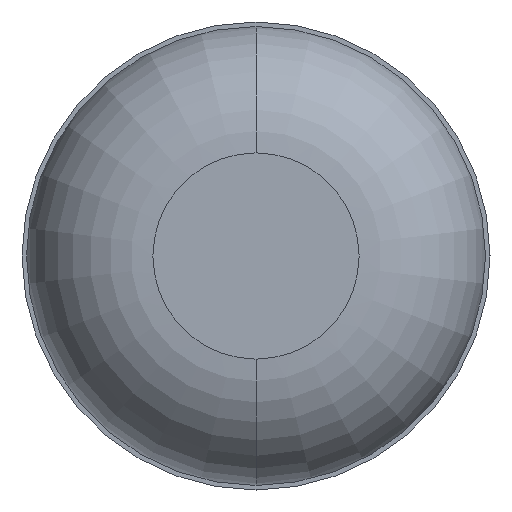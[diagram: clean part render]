
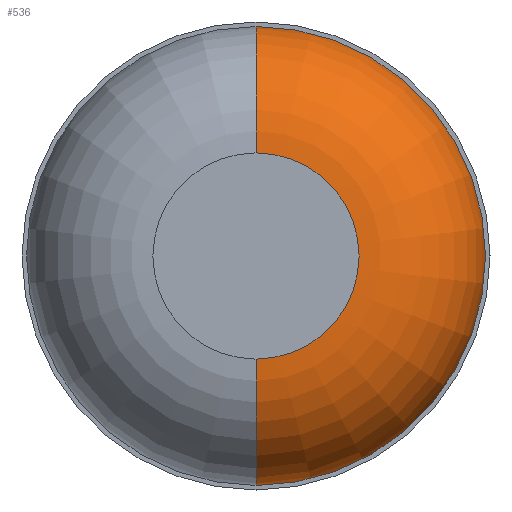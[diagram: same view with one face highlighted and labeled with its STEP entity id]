
A CAD part, front view. The second image highlights one B-rep face of the part: STEP entity #536.
In plain terms, the highlighted toroidal (fillet/blend) face has major radius 0.155 mm and minor radius 0.19 mm.
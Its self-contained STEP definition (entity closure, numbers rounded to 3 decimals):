
#158 = VERTEX_POINT ( 'NONE', #2579 ) ;
#449 = ORIENTED_EDGE ( 'NONE', *, *, #2560, .F. ) ;
#494 = CIRCLE ( 'NONE', #546, 0.155 ) ;
#536 = ADVANCED_FACE ( 'Defeature ausgef�hrt1_3', ( #3295 ), #3547, .T. ) ;
#546 = AXIS2_PLACEMENT_3D ( 'NONE', #1700, #2032, #3953 ) ;
#593 = ORIENTED_EDGE ( 'NONE', *, *, #3952, .T. ) ;
#646 = EDGE_CURVE ( 'Defeature ausgef�hrt1_1+Defeature ausgef�hrt1_3+Defeature ausgef�hrt1_3+Defeature ausgef�hrt1_3', #1930, #909, #3245, .T. ) ;
#679 = ORIENTED_EDGE ( 'NONE', *, *, #646, .F. ) ;
#889 = DIRECTION ( 'NONE',  ( 0., 1., 0. ) ) ;
#909 = VERTEX_POINT ( 'NONE', #2085 ) ;
#932 = AXIS2_PLACEMENT_3D ( 'NONE', #950, #3814, #1558 ) ;
#950 = CARTESIAN_POINT ( 'NONE',  ( 0., -12.51, -0.155 ) ) ;
#1197 = CARTESIAN_POINT ( 'NONE',  ( 0., -12.51, 0. ) ) ;
#1329 = CARTESIAN_POINT ( 'NONE',  ( 0., -12.51, 0. ) ) ;
#1386 = AXIS2_PLACEMENT_3D ( 'NONE', #4021, #2087, #3388 ) ;
#1558 = DIRECTION ( 'NONE',  ( 0., 0., -1. ) ) ;
#1621 = CIRCLE ( 'NONE', #1386, 0.19 ) ;
#1700 = CARTESIAN_POINT ( 'NONE',  ( 0., -12.7, 0. ) ) ;
#1744 = ORIENTED_EDGE ( 'NONE', *, *, #3273, .T. ) ;
#1792 = AXIS2_PLACEMENT_3D ( 'NONE', #1329, #3907, #2281 ) ;
#1834 = DIRECTION ( 'NONE',  ( 0., 0., 1. ) ) ;
#1836 = CARTESIAN_POINT ( 'NONE',  ( 0., -12.51, 0.345 ) ) ;
#1930 = VERTEX_POINT ( 'NONE', #1836 ) ;
#2032 = DIRECTION ( 'NONE',  ( 0., 1., 0. ) ) ;
#2085 = CARTESIAN_POINT ( 'NONE',  ( 0., -12.51, -0.345 ) ) ;
#2087 = DIRECTION ( 'NONE',  ( -1., 0., 0. ) ) ;
#2168 = VERTEX_POINT ( 'NONE', #2602 ) ;
#2281 = DIRECTION ( 'NONE',  ( 0., 0., 1. ) ) ;
#2418 = EDGE_LOOP ( 'NONE', ( #1744, #593, #679, #449 ) ) ;
#2560 = EDGE_CURVE ( 'NONE', #158, #1930, #1621, .T. ) ;
#2579 = CARTESIAN_POINT ( 'NONE',  ( 0., -12.7, 0.155 ) ) ;
#2602 = CARTESIAN_POINT ( 'NONE',  ( 0., -12.7, -0.155 ) ) ;
#3245 = CIRCLE ( 'NONE', #4027, 0.345 ) ;
#3273 = EDGE_CURVE ( 'Defeature ausgef�hrt1_3+Defeature ausgef�hrt1_4+Defeature ausgef�hrt1_4+Defeature ausgef�hrt1_4', #158, #2168, #494, .T. ) ;
#3295 = FACE_OUTER_BOUND ( 'NONE', #2418, .T. ) ;
#3388 = DIRECTION ( 'NONE',  ( 0., 0., 1. ) ) ;
#3547 = TOROIDAL_SURFACE ( 'NONE', #1792, 0.155, 0.19 ) ;
#3814 = DIRECTION ( 'NONE',  ( 1., 0., 0. ) ) ;
#3907 = DIRECTION ( 'NONE',  ( 0., 1., 0. ) ) ;
#3952 = EDGE_CURVE ( 'NONE', #2168, #909, #3983, .T. ) ;
#3953 = DIRECTION ( 'NONE',  ( 0., 0., 1. ) ) ;
#3983 = CIRCLE ( 'NONE', #932, 0.19 ) ;
#4021 = CARTESIAN_POINT ( 'NONE',  ( 0., -12.51, 0.155 ) ) ;
#4027 = AXIS2_PLACEMENT_3D ( 'NONE', #1197, #889, #1834 ) ;
